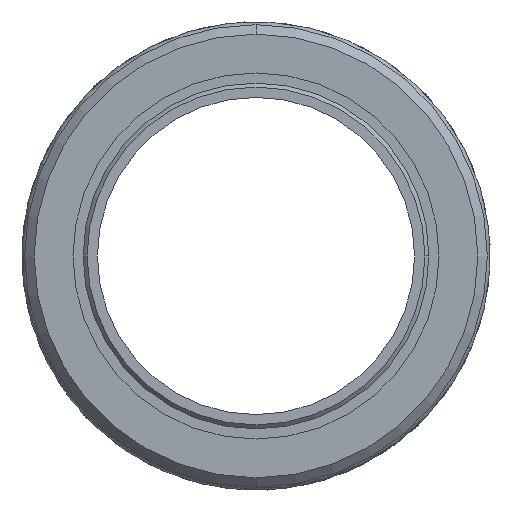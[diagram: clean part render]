
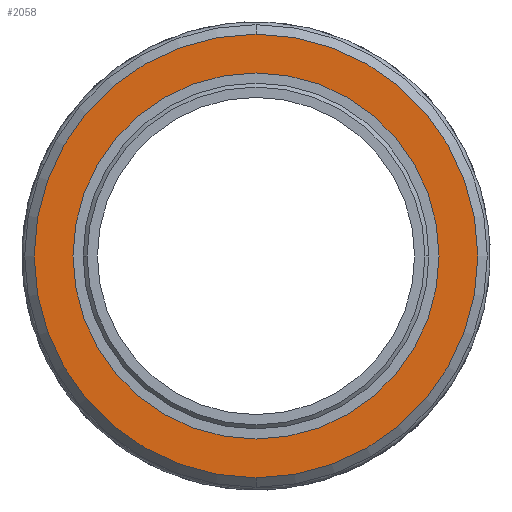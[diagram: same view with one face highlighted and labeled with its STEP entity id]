
A CAD part, front view. The second image highlights one B-rep face of the part: STEP entity #2058.
In plain terms, the highlighted planar face has unit normal (0, -1, 0).
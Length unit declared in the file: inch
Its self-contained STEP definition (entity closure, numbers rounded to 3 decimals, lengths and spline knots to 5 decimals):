
#6 = AXIS2_PLACEMENT_3D ( 'NONE', #1959, #173, #1423 ) ;
#10 = ORIENTED_EDGE ( 'NONE', *, *, #916, .F. ) ;
#68 = EDGE_CURVE ( 'NONE', #518, #650, #597, .T. ) ;
#77 = DIRECTION ( 'NONE',  ( 0., -1., 0. ) ) ;
#79 = EDGE_CURVE ( 'NONE', #650, #518, #1497, .T. ) ;
#173 = DIRECTION ( 'NONE',  ( 0., -1., 0. ) ) ;
#319 = CARTESIAN_POINT ( 'NONE',  ( 0., -1.75, 0. ) ) ;
#330 = CIRCLE ( 'NONE', #1830, 1.1545 ) ;
#502 = DIRECTION ( 'NONE',  ( 0., 0., -1. ) ) ;
#518 = VERTEX_POINT ( 'NONE', #1452 ) ;
#522 = PLANE ( 'NONE',  #6 ) ;
#590 = EDGE_LOOP ( 'NONE', ( #1920, #1109 ) ) ;
#597 = CIRCLE ( 'NONE', #1822, 1.399 ) ;
#626 = DIRECTION ( 'NONE',  ( 0., 0., -1. ) ) ;
#650 = VERTEX_POINT ( 'NONE', #2197 ) ;
#813 = ORIENTED_EDGE ( 'NONE', *, *, #1679, .F. ) ;
#861 = CARTESIAN_POINT ( 'NONE',  ( 0., -1.75, -1.1545 ) ) ;
#916 = EDGE_CURVE ( 'NONE', #1287, #1533, #330, .T. ) ;
#919 = CARTESIAN_POINT ( 'NONE',  ( 0., -1.75, 0. ) ) ;
#1048 = EDGE_LOOP ( 'NONE', ( #10, #813 ) ) ;
#1098 = DIRECTION ( 'NONE',  ( 0., 0., -1. ) ) ;
#1109 = ORIENTED_EDGE ( 'NONE', *, *, #68, .T. ) ;
#1156 = CARTESIAN_POINT ( 'NONE',  ( 0., -1.75, 0. ) ) ;
#1195 = CARTESIAN_POINT ( 'NONE',  ( 0., -1.75, 0. ) ) ;
#1258 = AXIS2_PLACEMENT_3D ( 'NONE', #1156, #77, #1331 ) ;
#1286 = CIRCLE ( 'NONE', #1258, 1.1545 ) ;
#1287 = VERTEX_POINT ( 'NONE', #861 ) ;
#1290 = FACE_BOUND ( 'NONE', #1048, .T. ) ;
#1331 = DIRECTION ( 'NONE',  ( 0., 0., -1. ) ) ;
#1384 = FACE_OUTER_BOUND ( 'NONE', #590, .T. ) ;
#1423 = DIRECTION ( 'NONE',  ( 0., 0., -1. ) ) ;
#1452 = CARTESIAN_POINT ( 'NONE',  ( 0., -1.75, -1.399 ) ) ;
#1497 = CIRCLE ( 'NONE', #2104, 1.399 ) ;
#1533 = VERTEX_POINT ( 'NONE', #1762 ) ;
#1572 = DIRECTION ( 'NONE',  ( 0., -1., 0. ) ) ;
#1679 = EDGE_CURVE ( 'NONE', #1533, #1287, #1286, .T. ) ;
#1694 = DIRECTION ( 'NONE',  ( 0., -1., 0. ) ) ;
#1762 = CARTESIAN_POINT ( 'NONE',  ( 0., -1.75, 1.1545 ) ) ;
#1822 = AXIS2_PLACEMENT_3D ( 'NONE', #1195, #1694, #626 ) ;
#1830 = AXIS2_PLACEMENT_3D ( 'NONE', #919, #2171, #1098 ) ;
#1920 = ORIENTED_EDGE ( 'NONE', *, *, #79, .T. ) ;
#1959 = CARTESIAN_POINT ( 'NONE',  ( 1.399, -1.75, 0. ) ) ;
#2058 = ADVANCED_FACE ( 'NONE', ( #1384, #1290 ), #522, .T. ) ;
#2104 = AXIS2_PLACEMENT_3D ( 'NONE', #319, #1572, #502 ) ;
#2171 = DIRECTION ( 'NONE',  ( 0., -1., 0. ) ) ;
#2197 = CARTESIAN_POINT ( 'NONE',  ( 0., -1.75, 1.399 ) ) ;
